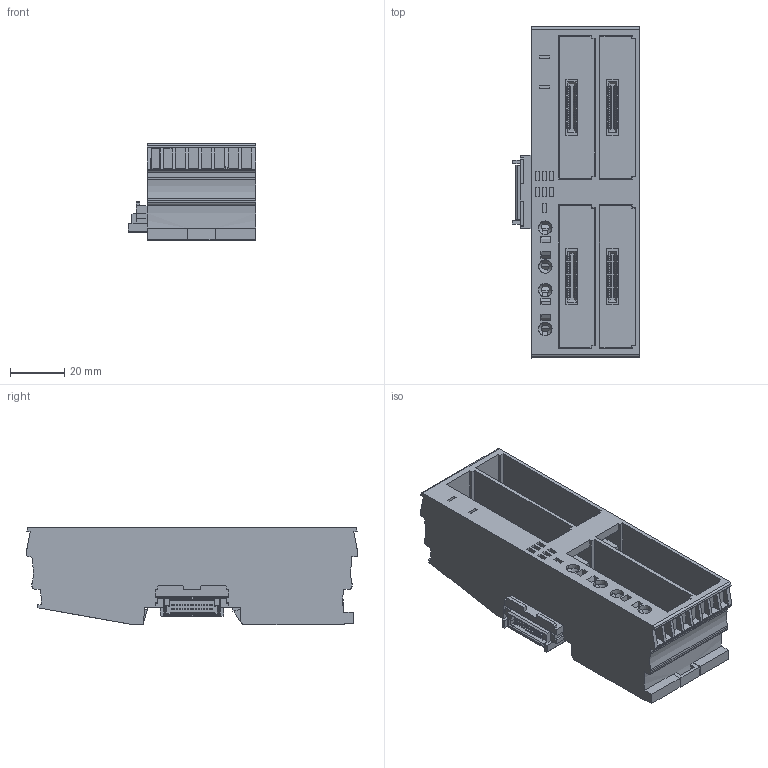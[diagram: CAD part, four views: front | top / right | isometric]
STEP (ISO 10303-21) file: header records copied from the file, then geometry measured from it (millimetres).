
FILE_DESCRIPTION(/* description */ ('Alibre Inc.'),/* implementation_level */ '2;1');
FILE_NAME(/* name */ 'export-898C43A0-38AD-4D03-8E29-219A20022D6D',/* time_stamp */ '2024-05-05T09:23:30+02:00',/* author */ (''),/* organization */ (''),/* preprocessor_version */ 'ST-DEVELOPER v17',/* originating_system */ 'Alibre',/* authorisation */ '');
FILE_SCHEMA (('AUTOMOTIVE_DESIGN'));
Length unit declared in the file: millimetre
Products named in the file (2): AXL_F_BP_SE4-select
Bounding box: 46.84 x 122.4 x 35.8 mm (x, y, z)
Volume: 98653.8 mm3; surface area: 40862.6 mm2
Topology: 1 solids, 1 shells, 3315 faces, 9195 edges, 6122 vertices
Faces by surface type: plane 3232, bspline 34, cylinder 25, cone 24
Entity records: 106296 total; most frequent: CARTESIAN_POINT 21766, ORIENTED_EDGE 18390, DIRECTION 12540, EDGE_CURVE 9195, VECTOR 8972, LINE 8972, VERTEX_POINT 6122, EDGE_LOOP 3567
